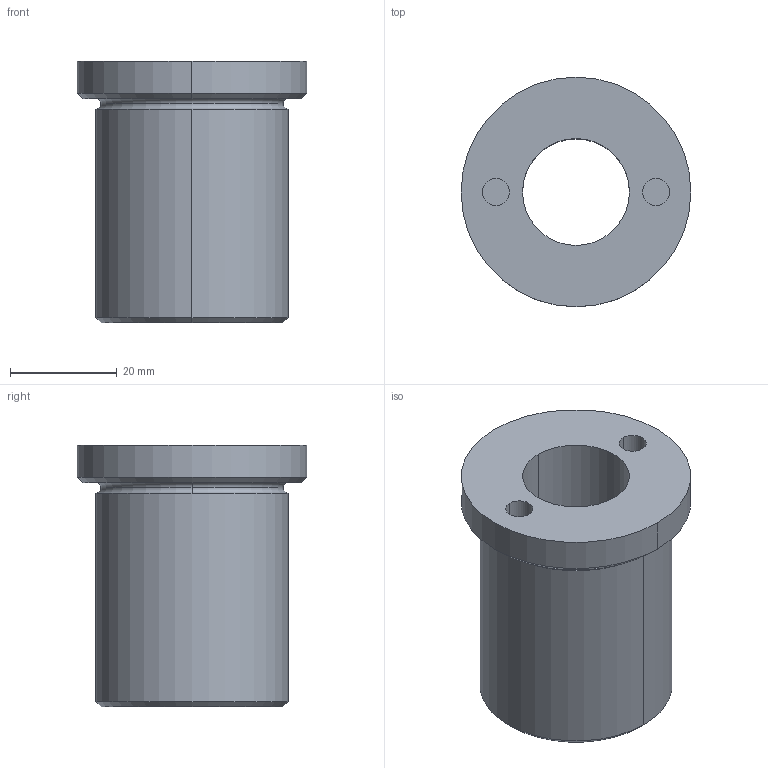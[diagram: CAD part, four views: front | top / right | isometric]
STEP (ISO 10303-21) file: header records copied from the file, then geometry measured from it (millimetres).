
FILE_DESCRIPTION(('STEP AP214'),'1');
FILE_NAME('HALDERN_EH_22400_0926.stp','2017-07-04T09:21:01',('TraceParts'),('TraceParts S.A.'),'Spatial InterOp 3D',' ',' ');
FILE_SCHEMA(('automotive_design'));
Length unit declared in the file: millimetre
Products named in the file (1): HALDERN_EH_22400_0926
Bounding box: 43 x 43 x 49 mm (x, y, z)
Volume: 34797.9 mm3; surface area: 11561.3 mm2
Topology: 1 solids, 1 shells, 31 faces, 65 edges, 39 vertices
Faces by surface type: cylinder 14, cone 8, plane 5, torus 4
Entity records: 1106 total; most frequent: DIRECTION 172, CARTESIAN_POINT 136, ORIENTED_EDGE 130, AXIS2_PLACEMENT_3D 75, EDGE_CURVE 65, CIRCLE 43, VERTEX_POINT 39, EDGE_LOOP 36
